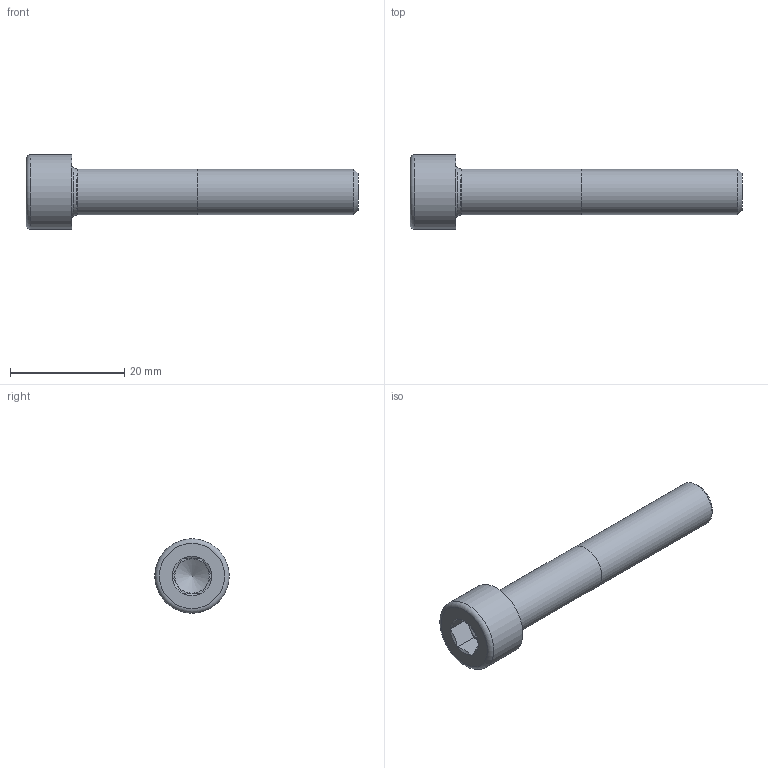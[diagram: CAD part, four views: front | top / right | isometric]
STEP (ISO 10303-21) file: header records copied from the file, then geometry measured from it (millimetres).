
FILE_DESCRIPTION(/* description */ ('Alibre Inc.'),/* implementation_level */ '2;1');
FILE_NAME(/* name */ 'export-D32F5C3F-1E7B-4536-AD6F-F7E8469AAD48',/* time_stamp */ '2023-08-14T20:14:02+02:00',/* author */ (''),/* organization */ (''),/* preprocessor_version */ 'ST-DEVELOPER v17',/* originating_system */ 'Alibre',/* authorisation */ '');
FILE_SCHEMA (('AUTOMOTIVE_DESIGN'));
Length unit declared in the file: millimetre
Products named in the file (1): Cylinder head screw DIN 912 M8x50 07160.080.050(High)
Bounding box: 58 x 13 x 13 mm (x, y, z)
Volume: 3408.3 mm3; surface area: 1895.6 mm2
Topology: 1 solids, 1 shells, 32 faces, 76 edges, 48 vertices
Faces by surface type: plane 16, cone 10, cylinder 3, torus 3
Full cylindrical faces by diameter (mm): 7.95 x1, 8 x1, 13 x1
Entity records: 891 total; most frequent: CARTESIAN_POINT 171, ORIENTED_EDGE 146, DIRECTION 133, EDGE_CURVE 73, AXIS2_PLACEMENT_3D 58, VERTEX_POINT 47, VECTOR 36, LINE 36
